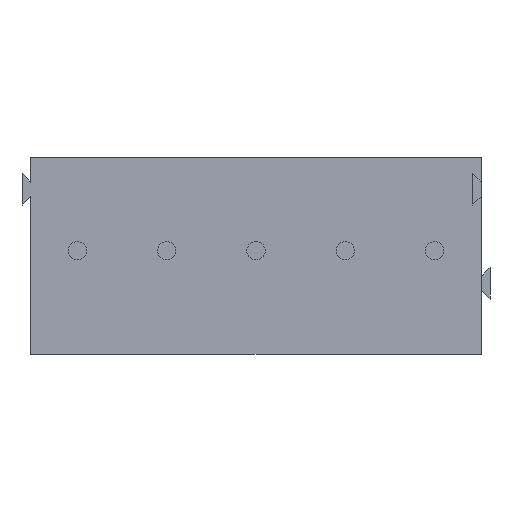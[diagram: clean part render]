
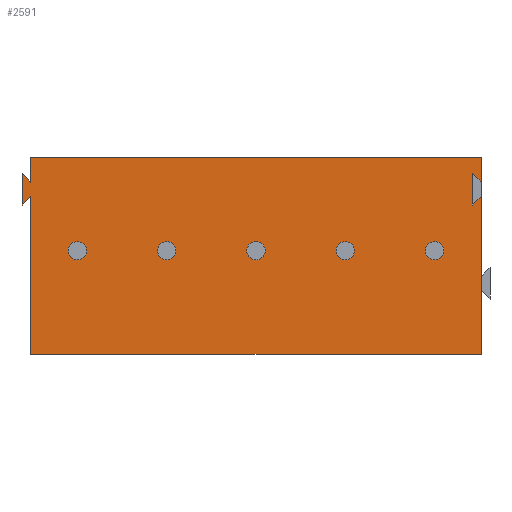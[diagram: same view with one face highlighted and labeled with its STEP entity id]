
A CAD part, front view. The second image highlights one B-rep face of the part: STEP entity #2591.
In plain terms, the highlighted planar face has unit normal (0, -1, 0).
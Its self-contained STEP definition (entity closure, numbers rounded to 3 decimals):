
#135=FACE_BOUND('',#477,.T.);
#136=FACE_BOUND('',#478,.T.);
#137=FACE_BOUND('',#479,.T.);
#138=FACE_BOUND('',#480,.T.);
#139=FACE_BOUND('',#481,.T.);
#146=CIRCLE('',#2637,0.525);
#152=CIRCLE('',#2666,0.525);
#158=CIRCLE('',#2695,0.525);
#164=CIRCLE('',#2724,0.525);
#170=CIRCLE('',#2756,0.525);
#315=FACE_OUTER_BOUND('',#476,.T.);
#476=EDGE_LOOP('',(#2303,#2304,#2305,#2306,#2307,#2308,#2309,#2310,#2311,
#2312,#2313,#2314));
#477=EDGE_LOOP('',(#2315));
#478=EDGE_LOOP('',(#2316));
#479=EDGE_LOOP('',(#2317));
#480=EDGE_LOOP('',(#2318));
#481=EDGE_LOOP('',(#2319));
#513=LINE('',#3520,#815);
#517=LINE('',#3528,#819);
#523=LINE('',#3541,#825);
#527=LINE('',#3550,#829);
#530=LINE('',#3554,#832);
#534=LINE('',#3562,#836);
#536=LINE('',#3567,#838);
#539=LINE('',#3571,#841);
#770=LINE('',#4108,#1072);
#781=LINE('',#4141,#1083);
#782=LINE('',#4142,#1084);
#783=LINE('',#4144,#1085);
#815=VECTOR('',#2851,10.);
#819=VECTOR('',#2855,10.);
#825=VECTOR('',#2863,10.);
#829=VECTOR('',#2869,10.);
#832=VECTOR('',#2874,10.);
#836=VECTOR('',#2882,10.);
#838=VECTOR('',#2886,10.);
#841=VECTOR('',#2891,10.);
#1072=VECTOR('',#3400,10.);
#1083=VECTOR('',#3437,10.);
#1084=VECTOR('',#3438,10.);
#1085=VECTOR('',#3441,10.);
#1113=VERTEX_POINT('',#3517);
#1114=VERTEX_POINT('',#3519);
#1117=VERTEX_POINT('',#3525);
#1118=VERTEX_POINT('',#3527);
#1123=VERTEX_POINT('',#3538);
#1124=VERTEX_POINT('',#3540);
#1127=VERTEX_POINT('',#3547);
#1128=VERTEX_POINT('',#3549);
#1130=VERTEX_POINT('',#3560);
#1132=VERTEX_POINT('',#3566);
#1134=VERTEX_POINT('',#3576);
#1168=VERTEX_POINT('',#3684);
#1202=VERTEX_POINT('',#3792);
#1236=VERTEX_POINT('',#3900);
#1273=VERTEX_POINT('',#4020);
#1299=VERTEX_POINT('',#4106);
#1308=VERTEX_POINT('',#4139);
#1345=EDGE_CURVE('',#1114,#1113,#513,.T.);
#1349=EDGE_CURVE('',#1118,#1117,#517,.T.);
#1355=EDGE_CURVE('',#1124,#1123,#523,.T.);
#1359=EDGE_CURVE('',#1128,#1127,#527,.T.);
#1362=EDGE_CURVE('',#1127,#1124,#530,.T.);
#1366=EDGE_CURVE('',#1117,#1130,#534,.T.);
#1368=EDGE_CURVE('',#1132,#1114,#536,.T.);
#1371=EDGE_CURVE('',#1130,#1132,#539,.T.);
#1373=EDGE_CURVE('',#1134,#1134,#146,.T.);
#1424=EDGE_CURVE('',#1168,#1168,#152,.T.);
#1475=EDGE_CURVE('',#1202,#1202,#158,.T.);
#1526=EDGE_CURVE('',#1236,#1236,#164,.T.);
#1583=EDGE_CURVE('',#1273,#1273,#170,.T.);
#1628=EDGE_CURVE('',#1113,#1299,#770,.T.);
#1643=EDGE_CURVE('',#1123,#1308,#781,.T.);
#1644=EDGE_CURVE('',#1299,#1128,#782,.T.);
#1645=EDGE_CURVE('',#1308,#1118,#783,.T.);
#2303=ORIENTED_EDGE('',*,*,#1368,.T.);
#2304=ORIENTED_EDGE('',*,*,#1345,.T.);
#2305=ORIENTED_EDGE('',*,*,#1628,.T.);
#2306=ORIENTED_EDGE('',*,*,#1644,.T.);
#2307=ORIENTED_EDGE('',*,*,#1359,.T.);
#2308=ORIENTED_EDGE('',*,*,#1362,.T.);
#2309=ORIENTED_EDGE('',*,*,#1355,.T.);
#2310=ORIENTED_EDGE('',*,*,#1643,.T.);
#2311=ORIENTED_EDGE('',*,*,#1645,.T.);
#2312=ORIENTED_EDGE('',*,*,#1349,.T.);
#2313=ORIENTED_EDGE('',*,*,#1366,.T.);
#2314=ORIENTED_EDGE('',*,*,#1371,.T.);
#2315=ORIENTED_EDGE('',*,*,#1373,.T.);
#2316=ORIENTED_EDGE('',*,*,#1475,.T.);
#2317=ORIENTED_EDGE('',*,*,#1526,.T.);
#2318=ORIENTED_EDGE('',*,*,#1424,.T.);
#2319=ORIENTED_EDGE('',*,*,#1583,.T.);
#2450=PLANE('',#2787);
#2591=ADVANCED_FACE('',(#315,#135,#136,#137,#138,#139),#2450,.F.);
#2637=AXIS2_PLACEMENT_3D('',#3577,#2898,#2899);
#2666=AXIS2_PLACEMENT_3D('',#3685,#3001,#3002);
#2695=AXIS2_PLACEMENT_3D('',#3793,#3104,#3105);
#2724=AXIS2_PLACEMENT_3D('',#3901,#3207,#3208);
#2756=AXIS2_PLACEMENT_3D('',#4021,#3322,#3323);
#2787=AXIS2_PLACEMENT_3D('',#4145,#3442,#3443);
#2851=DIRECTION('',(0.,0.,1.));
#2855=DIRECTION('',(0.,0.,1.));
#2863=DIRECTION('',(0.707,0.,0.707));
#2869=DIRECTION('',(-0.707,0.,0.707));
#2874=DIRECTION('',(0.,0.,-1.));
#2882=DIRECTION('',(-0.707,0.,-0.707));
#2886=DIRECTION('',(0.707,0.,-0.707));
#2891=DIRECTION('',(0.,0.,1.));
#2898=DIRECTION('center_axis',(0.,1.,0.));
#2899=DIRECTION('ref_axis',(1.,0.,0.));
#3001=DIRECTION('center_axis',(0.,1.,0.));
#3002=DIRECTION('ref_axis',(1.,0.,0.));
#3104=DIRECTION('center_axis',(0.,1.,0.));
#3105=DIRECTION('ref_axis',(1.,0.,0.));
#3207=DIRECTION('center_axis',(0.,1.,0.));
#3208=DIRECTION('ref_axis',(1.,0.,0.));
#3322=DIRECTION('center_axis',(0.,1.,0.));
#3323=DIRECTION('ref_axis',(1.,0.,0.));
#3400=DIRECTION('',(-1.,0.,0.));
#3437=DIRECTION('',(0.,0.,-1.));
#3438=DIRECTION('',(0.,0.,-1.));
#3441=DIRECTION('',(1.,0.,0.));
#3442=DIRECTION('center_axis',(0.,1.,0.));
#3443=DIRECTION('ref_axis',(0.,0.,1.));
#3517=CARTESIAN_POINT('',(22.97,0.,5.3));
#3519=CARTESIAN_POINT('',(22.97,0.,3.9));
#3520=CARTESIAN_POINT('',(22.97,0.,-5.9));
#3525=CARTESIAN_POINT('',(22.97,0.,3.1));
#3527=CARTESIAN_POINT('',(22.97,0.,-5.9));
#3528=CARTESIAN_POINT('',(22.97,0.,-5.9));
#3538=CARTESIAN_POINT('',(-2.65,0.,3.1));
#3540=CARTESIAN_POINT('',(-3.15,0.,2.6));
#3541=CARTESIAN_POINT('',(-3.15,0.,2.6));
#3547=CARTESIAN_POINT('',(-3.15,0.,4.4));
#3549=CARTESIAN_POINT('',(-2.65,0.,3.9));
#3550=CARTESIAN_POINT('',(-2.65,0.,3.9));
#3554=CARTESIAN_POINT('',(-3.15,0.,4.4));
#3560=CARTESIAN_POINT('',(22.47,0.,2.6));
#3562=CARTESIAN_POINT('',(16.378,0.,-3.493));
#3566=CARTESIAN_POINT('',(22.47,0.,4.4));
#3567=CARTESIAN_POINT('',(18.028,0.,8.843));
#3571=CARTESIAN_POINT('',(22.47,0.,1.15));
#3576=CARTESIAN_POINT('',(19.795,0.,0.));
#3577=CARTESIAN_POINT('Origin',(20.32,0.,0.));
#3684=CARTESIAN_POINT('',(14.715,0.,0.));
#3685=CARTESIAN_POINT('Origin',(15.24,0.,0.));
#3792=CARTESIAN_POINT('',(9.635,0.,0.));
#3793=CARTESIAN_POINT('Origin',(10.16,0.,0.));
#3900=CARTESIAN_POINT('',(4.555,0.,0.));
#3901=CARTESIAN_POINT('Origin',(5.08,0.,0.));
#4020=CARTESIAN_POINT('',(-0.525,0.,0.));
#4021=CARTESIAN_POINT('Origin',(0.,0.,0.));
#4106=CARTESIAN_POINT('',(-2.65,0.,5.3));
#4108=CARTESIAN_POINT('',(2.65,0.,5.3));
#4139=CARTESIAN_POINT('',(-2.65,0.,-5.9));
#4141=CARTESIAN_POINT('',(-2.65,0.,5.3));
#4142=CARTESIAN_POINT('',(-2.65,0.,5.3));
#4144=CARTESIAN_POINT('',(-2.65,0.,-5.9));
#4145=CARTESIAN_POINT('Origin',(0.,0.,-0.3));
